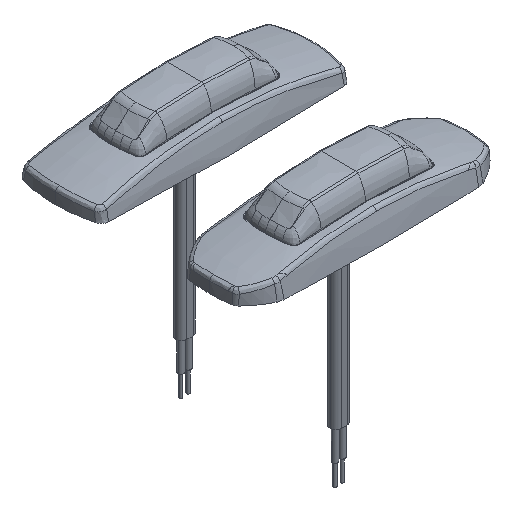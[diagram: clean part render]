
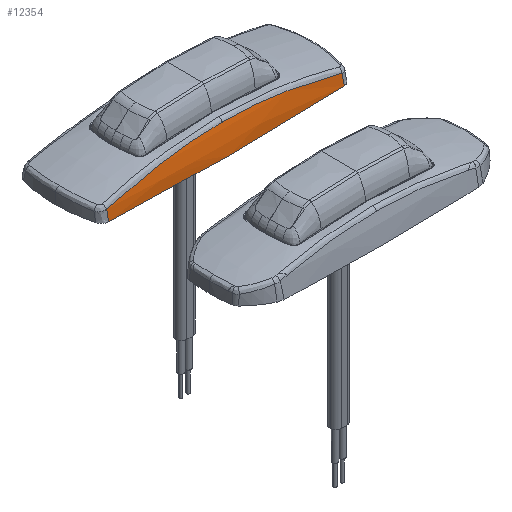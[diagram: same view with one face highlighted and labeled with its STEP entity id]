
A CAD part, isometric view. The second image highlights one B-rep face of the part: STEP entity #12354.
In plain terms, the highlighted toroidal (fillet/blend) face has major radius 761.018 mm and minor radius 40 mm.
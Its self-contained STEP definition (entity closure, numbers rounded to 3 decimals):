
#750 = CARTESIAN_POINT ( 'NONE',  ( -187.256, -14.491, -0.003 ) ) ;
#1397 = DIRECTION ( 'NONE',  ( -1., 0., 0. ) ) ;
#1824 = ORIENTED_EDGE ( 'NONE', *, *, #24015, .F. ) ;
#2394 = CARTESIAN_POINT ( 'NONE',  ( -225.511, -12.613, 6.146 ) ) ;
#2704 = B_SPLINE_CURVE_WITH_KNOTS ( 'NONE', 3,
 ( #14135, #23548, #2394, #21236, #8727, #18162, #27567, #14602, #4864, #21542 ),
 .UNSPECIFIED., .F., .F.,
 ( 4, 2, 2, 2, 4 ),
 ( 0., 0.503, 0.629, 0.755, 1. ),
 .UNSPECIFIED. ) ;
#2955 = B_SPLINE_CURVE_WITH_KNOTS ( 'NONE', 3,
 ( #19447, #10329, #750, #10170, #5222, #17280 ),
 .UNSPECIFIED., .F., .F.,
 ( 4, 2, 4 ),
 ( 0., 0.5, 1. ),
 .UNSPECIFIED. ) ;
#3668 = CARTESIAN_POINT ( 'NONE',  ( -161.853, -12.923, 3.205 ) ) ;
#4351 = VERTEX_POINT ( 'NONE', #23464 ) ;
#4761 = CARTESIAN_POINT ( 'NONE',  ( -174.694, -12.619, 6.073 ) ) ;
#4864 = CARTESIAN_POINT ( 'NONE',  ( -203.131, -12.22, 8.253 ) ) ;
#5222 = CARTESIAN_POINT ( 'NONE',  ( -225.48, -14.186, -0.003 ) ) ;
#6106 = EDGE_CURVE ( 'NONE', #4351, #8638, #28363, .T. ) ;
#6767 = CARTESIAN_POINT ( 'NONE',  ( -161.853, -12.923, 3.205 ) ) ;
#6908 = CARTESIAN_POINT ( 'NONE',  ( -238.179, -13.405, 1.069 ) ) ;
#6918 = CARTESIAN_POINT ( 'NONE',  ( -168.291, -12.784, 4.807 ) ) ;
#7306 = ORIENTED_EDGE ( 'NONE', *, *, #12747, .F. ) ;
#7758 = AXIS2_PLACEMENT_3D ( 'NONE', #17920, #27031, #1397 ) ;
#8638 = VERTEX_POINT ( 'NONE', #23753 ) ;
#8727 = CARTESIAN_POINT ( 'NONE',  ( -215.875, -12.392, 7.392 ) ) ;
#10170 = CARTESIAN_POINT ( 'NONE',  ( -212.744, -14.491, -0.003 ) ) ;
#10329 = CARTESIAN_POINT ( 'NONE',  ( -174.519, -14.186, -0.003 ) ) ;
#10883 = CARTESIAN_POINT ( 'NONE',  ( -200., -12.22, 8.253 ) ) ;
#10955 = CARTESIAN_POINT ( 'NONE',  ( -161.79, -13.578, -0.003 ) ) ;
#11159 = VERTEX_POINT ( 'NONE', #3668 ) ;
#11438 = CARTESIAN_POINT ( 'NONE',  ( -161.853, -12.923, 3.205 ) ) ;
#11868 = CARTESIAN_POINT ( 'NONE',  ( -193.718, -12.242, 8.15 ) ) ;
#12354 = ADVANCED_FACE ( 'NONE', ( #12987 ), #13203, .T. ) ;
#12747 = EDGE_CURVE ( 'NONE', #29603, #4351, #2955, .T. ) ;
#12987 = FACE_OUTER_BOUND ( 'NONE', #18064, .T. ) ;
#13203 = TOROIDAL_SURFACE ( 'NONE', #7758, 761.018, 40. ) ;
#13584 = ORIENTED_EDGE ( 'NONE', *, *, #6106, .F. ) ;
#13744 = CARTESIAN_POINT ( 'NONE',  ( -161.842, -13.192, 2.12 ) ) ;
#14135 = CARTESIAN_POINT ( 'NONE',  ( -238.147, -12.923, 3.205 ) ) ;
#14180 = CARTESIAN_POINT ( 'NONE',  ( -165.078, -12.864, 4.063 ) ) ;
#14339 = CARTESIAN_POINT ( 'NONE',  ( -177.883, -12.534, 6.595 ) ) ;
#14602 = CARTESIAN_POINT ( 'NONE',  ( -206.27, -12.242, 8.151 ) ) ;
#15123 = ORIENTED_EDGE ( 'NONE', *, *, #18643, .T. ) ;
#16656 = CARTESIAN_POINT ( 'NONE',  ( -184.24, -12.388, 7.428 ) ) ;
#16774 = EDGE_CURVE ( 'NONE', #29603, #11159, #29258, .T. ) ;
#17280 = CARTESIAN_POINT ( 'NONE',  ( -238.21, -13.578, -0.001 ) ) ;
#17920 = CARTESIAN_POINT ( 'NONE',  ( -200.004, 786.009, -6.422 ) ) ;
#18064 = EDGE_LOOP ( 'NONE', ( #7306, #27239, #15123, #1824, #13584 ) ) ;
#18162 = CARTESIAN_POINT ( 'NONE',  ( -212.647, -12.331, 7.71 ) ) ;
#18490 = CARTESIAN_POINT ( 'NONE',  ( -238.21, -13.578, -0.001 ) ) ;
#18643 = EDGE_CURVE ( 'NONE', #11159, #25148, #21647, .T. ) ;
#18818 = CARTESIAN_POINT ( 'NONE',  ( -187.406, -12.327, 7.738 ) ) ;
#19130 = CARTESIAN_POINT ( 'NONE',  ( -196.864, -12.22, 8.253 ) ) ;
#19447 = CARTESIAN_POINT ( 'NONE',  ( -161.79, -13.578, -0.003 ) ) ;
#21236 = CARTESIAN_POINT ( 'NONE',  ( -217.485, -12.427, 7.206 ) ) ;
#21542 = CARTESIAN_POINT ( 'NONE',  ( -200., -12.22, 8.253 ) ) ;
#21647 = B_SPLINE_CURVE_WITH_KNOTS ( 'NONE', 3,
 ( #6767, #14180, #6918, #4761, #14339, #16656, #18818, #11868, #19130, #23291 ),
 .UNSPECIFIED., .F., .F.,
 ( 4, 2, 2, 2, 4 ),
 ( 0., 0.25, 0.5, 0.75, 1. ),
 .UNSPECIFIED. ) ;
#23291 = CARTESIAN_POINT ( 'NONE',  ( -200., -12.22, 8.253 ) ) ;
#23464 = CARTESIAN_POINT ( 'NONE',  ( -238.21, -13.578, -0.001 ) ) ;
#23472 = CARTESIAN_POINT ( 'NONE',  ( -161.79, -13.578, -0.003 ) ) ;
#23548 = CARTESIAN_POINT ( 'NONE',  ( -231.861, -12.808, 4.878 ) ) ;
#23753 = CARTESIAN_POINT ( 'NONE',  ( -238.147, -12.923, 3.205 ) ) ;
#24015 = EDGE_CURVE ( 'NONE', #8638, #25148, #2704, .T. ) ;
#25148 = VERTEX_POINT ( 'NONE', #10883 ) ;
#25589 = CARTESIAN_POINT ( 'NONE',  ( -238.147, -12.923, 3.205 ) ) ;
#25630 = CARTESIAN_POINT ( 'NONE',  ( -161.821, -13.408, 1.049 ) ) ;
#27031 = DIRECTION ( 'NONE',  ( 0., 0., -1. ) ) ;
#27239 = ORIENTED_EDGE ( 'NONE', *, *, #16774, .T. ) ;
#27567 = CARTESIAN_POINT ( 'NONE',  ( -211.03, -12.305, 7.842 ) ) ;
#28363 = B_SPLINE_CURVE_WITH_KNOTS ( 'NONE', 3,
 ( #18490, #6908, #30533, #25589 ),
 .UNSPECIFIED., .F., .F.,
 ( 4, 4 ),
 ( 0., 1. ),
 .UNSPECIFIED. ) ;
#29258 = B_SPLINE_CURVE_WITH_KNOTS ( 'NONE', 3,
 ( #23472, #25630, #13744, #11438 ),
 .UNSPECIFIED., .F., .F.,
 ( 4, 4 ),
 ( 0., 1. ),
 .UNSPECIFIED. ) ;
#29603 = VERTEX_POINT ( 'NONE', #10955 ) ;
#30533 = CARTESIAN_POINT ( 'NONE',  ( -238.158, -13.185, 2.148 ) ) ;
